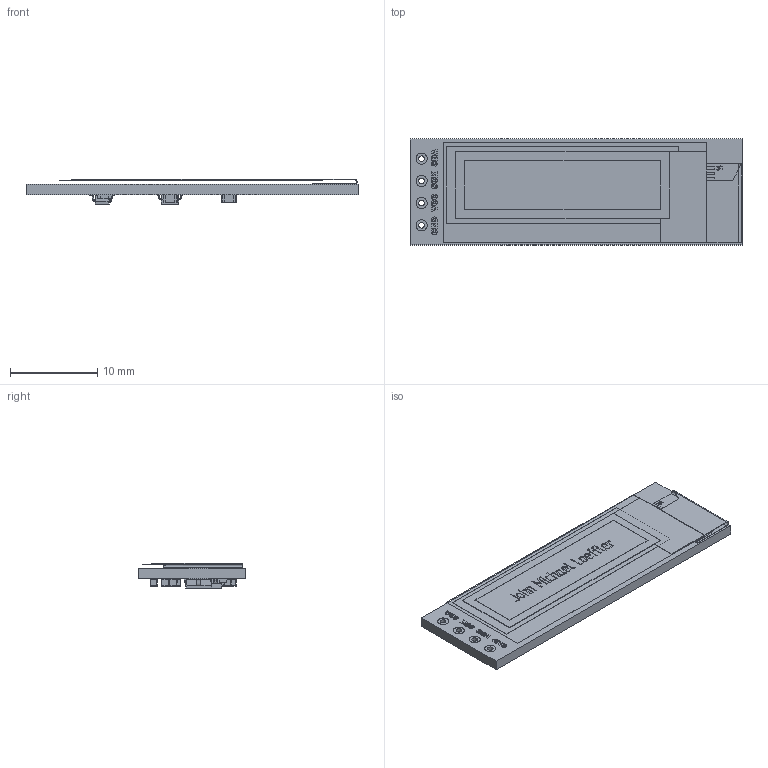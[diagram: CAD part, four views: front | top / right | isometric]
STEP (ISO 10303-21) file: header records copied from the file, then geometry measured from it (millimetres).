
FILE_DESCRIPTION(/* description */ ('Unknown'),/* implementation_level */ '2;1');
FILE_NAME(/* name */ '0.91in OLED Module - Without Glass v1.step',/* time_stamp */ '2026-02-07T02:47:10-05:00',/* author */ (''),/* organization */ (''),/* preprocessor_version */ 'ST-DEVELOPER v20.1',/* originating_system */ 'Autodesk Translation Framework v14.24.0.0',/* authorisation */ '');
FILE_SCHEMA (('AUTOMOTIVE_DESIGN { 1 0 10303 214 3 1 1 }'));
Length unit declared in the file: millimetre
Products named in the file (7): 2026-02-05-00-11-35-960; 2026-02-05-00-11-35-960_1; 2026-02-05-00-11-35-959; 2026-02-05-00-11-35-959_1; 2026-02-05-00-11-35-959_2; 2026-02-05-00-11-35-959_3; 2026-02-05-00-11-35-960_2
Assembly tree (18 placements, depth 2):
  2026-02-05-00-11-35-960
    2026-02-05-00-11-35-960_1
    2026-02-05-00-11-35-959
    2026-02-05-00-11-35-959_3  x9
    2026-02-05-00-11-35-960_2  x5
    2026-02-05-00-11-35-959_1
    2026-02-05-00-11-35-959_2
Bounding box: 37.95 x 12.12 x 2.93 mm (x, y, z)
Volume: 598.6 mm3; surface area: 1912.5 mm2
Topology: 24 solids, 44 shells, 1565 faces, 3804 edges, 2508 vertices
Faces by surface type: plane 1262, bspline 186, cylinder 117
Full cylindrical faces by diameter (mm): 0.635 x4, 1.27 x4
Entity records: 42286 total; most frequent: CARTESIAN_POINT 12146, ORIENTED_EDGE 6200, DIRECTION 5094, EDGE_CURVE 3100, LINE 2694, VECTOR 2694, VERTEX_POINT 2058, EDGE_LOOP 1388
